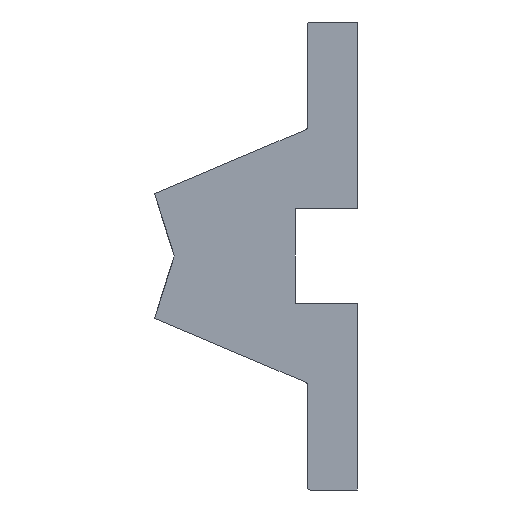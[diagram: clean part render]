
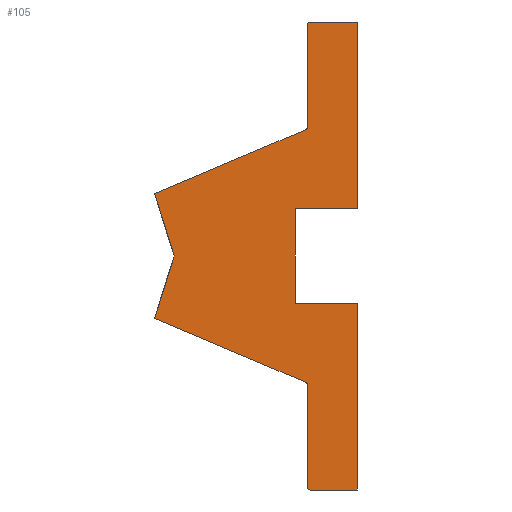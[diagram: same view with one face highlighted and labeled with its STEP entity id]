
A CAD part, left-side view. The second image highlights one B-rep face of the part: STEP entity #105.
In plain terms, the highlighted planar face has unit normal (-1, 0, 0).
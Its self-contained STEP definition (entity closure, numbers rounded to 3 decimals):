
#105 = ADVANCED_FACE( '', ( #177 ), #178, .F. );
#177 = FACE_OUTER_BOUND( '', #249, .T. );
#178 = PLANE( '', #250 );
#249 = EDGE_LOOP( '', ( #502, #503, #504, #505, #506, #507, #508, #509, #510, #511, #512, #513, #514, #515, #516, #517, #518 ) );
#250 = AXIS2_PLACEMENT_3D( '', #519, #520, #521 );
#502 = ORIENTED_EDGE( '', *, *, #610, .F. );
#503 = ORIENTED_EDGE( '', *, *, #569, .F. );
#504 = ORIENTED_EDGE( '', *, *, #573, .F. );
#505 = ORIENTED_EDGE( '', *, *, #576, .F. );
#506 = ORIENTED_EDGE( '', *, *, #579, .F. );
#507 = ORIENTED_EDGE( '', *, *, #581, .F. );
#508 = ORIENTED_EDGE( '', *, *, #559, .F. );
#509 = ORIENTED_EDGE( '', *, *, #566, .F. );
#510 = ORIENTED_EDGE( '', *, *, #584, .F. );
#511 = ORIENTED_EDGE( '', *, *, #587, .F. );
#512 = ORIENTED_EDGE( '', *, *, #590, .F. );
#513 = ORIENTED_EDGE( '', *, *, #593, .F. );
#514 = ORIENTED_EDGE( '', *, *, #596, .F. );
#515 = ORIENTED_EDGE( '', *, *, #599, .F. );
#516 = ORIENTED_EDGE( '', *, *, #602, .F. );
#517 = ORIENTED_EDGE( '', *, *, #605, .F. );
#518 = ORIENTED_EDGE( '', *, *, #608, .F. );
#519 = CARTESIAN_POINT( '', ( 0., 0., 0. ) );
#520 = DIRECTION( '', ( 1., 0., 0. ) );
#521 = DIRECTION( '', ( 0., 0., -1. ) );
#559 = EDGE_CURVE( '', #671, #673, #674, .T. );
#566 = EDGE_CURVE( '', #683, #671, #685, .T. );
#569 = EDGE_CURVE( '', #689, #691, #692, .T. );
#573 = EDGE_CURVE( '', #696, #689, #698, .T. );
#576 = EDGE_CURVE( '', #701, #696, #703, .T. );
#579 = EDGE_CURVE( '', #706, #701, #708, .T. );
#581 = EDGE_CURVE( '', #673, #706, #710, .T. );
#584 = EDGE_CURVE( '', #713, #683, #715, .T. );
#587 = EDGE_CURVE( '', #718, #713, #720, .T. );
#590 = EDGE_CURVE( '', #723, #718, #725, .T. );
#593 = EDGE_CURVE( '', #728, #723, #730, .T. );
#596 = EDGE_CURVE( '', #733, #728, #735, .T. );
#599 = EDGE_CURVE( '', #738, #733, #740, .T. );
#602 = EDGE_CURVE( '', #743, #738, #745, .T. );
#605 = EDGE_CURVE( '', #748, #743, #750, .T. );
#608 = EDGE_CURVE( '', #753, #748, #755, .T. );
#610 = EDGE_CURVE( '', #691, #753, #757, .T. );
#671 = VERTEX_POINT( '', #831 );
#673 = VERTEX_POINT( '', #834 );
#674 = LINE( '', #835, #836 );
#683 = VERTEX_POINT( '', #849 );
#685 = LINE( '', #852, #853 );
#689 = VERTEX_POINT( '', #858 );
#691 = VERTEX_POINT( '', #861 );
#692 = LINE( '', #862, #863 );
#696 = VERTEX_POINT( '', #868 );
#698 = CIRCLE( '', #871, 0.5 );
#701 = VERTEX_POINT( '', #875 );
#703 = LINE( '', #878, #879 );
#706 = VERTEX_POINT( '', #882 );
#708 = CIRCLE( '', #885, 0.5 );
#710 = LINE( '', #888, #889 );
#713 = VERTEX_POINT( '', #893 );
#715 = LINE( '', #896, #897 );
#718 = VERTEX_POINT( '', #900 );
#720 = CIRCLE( '', #903, 0.5 );
#723 = VERTEX_POINT( '', #907 );
#725 = LINE( '', #910, #911 );
#728 = VERTEX_POINT( '', #914 );
#730 = CIRCLE( '', #917, 0.5 );
#733 = VERTEX_POINT( '', #921 );
#735 = LINE( '', #924, #925 );
#738 = VERTEX_POINT( '', #929 );
#740 = LINE( '', #932, #933 );
#743 = VERTEX_POINT( '', #937 );
#745 = LINE( '', #940, #941 );
#748 = VERTEX_POINT( '', #945 );
#750 = LINE( '', #948, #949 );
#753 = VERTEX_POINT( '', #953 );
#755 = LINE( '', #956, #957 );
#757 = LINE( '', #960, #961 );
#831 = CARTESIAN_POINT( '', ( 0., 36.787, 0. ) );
#834 = CARTESIAN_POINT( '', ( 0., 40.728, 12.5 ) );
#835 = CARTESIAN_POINT( '', ( 0., 36.787, 0. ) );
#836 = VECTOR( '', #1045, 1. );
#849 = CARTESIAN_POINT( '', ( 0., 40.728, -12.5 ) );
#852 = CARTESIAN_POINT( '', ( 0., 40.728, -12.5 ) );
#853 = VECTOR( '', #1054, 1. );
#858 = CARTESIAN_POINT( '', ( 0., 9.5, 47. ) );
#861 = CARTESIAN_POINT( '', ( 0., 0., 47. ) );
#862 = CARTESIAN_POINT( '', ( 0., 9.5, 47. ) );
#863 = VECTOR( '', #1057, 1. );
#868 = CARTESIAN_POINT( '', ( 0., 10., 46.5 ) );
#871 = AXIS2_PLACEMENT_3D( '', #1063, #1064, #1065 );
#875 = CARTESIAN_POINT( '', ( 0., 10., 25.874 ) );
#878 = CARTESIAN_POINT( '', ( 0., 10., 25.874 ) );
#879 = VECTOR( '', #1068, 1. );
#882 = CARTESIAN_POINT( '', ( 0., 10.305, 25.414 ) );
#885 = AXIS2_PLACEMENT_3D( '', #1073, #1074, #1075 );
#888 = CARTESIAN_POINT( '', ( 0., 40.728, 12.5 ) );
#889 = VECTOR( '', #1077, 1. );
#893 = CARTESIAN_POINT( '', ( 0., 10.305, -25.414 ) );
#896 = CARTESIAN_POINT( '', ( 0., 10.305, -25.414 ) );
#897 = VECTOR( '', #1080, 1. );
#900 = CARTESIAN_POINT( '', ( 0., 10., -25.874 ) );
#903 = AXIS2_PLACEMENT_3D( '', #1085, #1086, #1087 );
#907 = CARTESIAN_POINT( '', ( 0., 10., -46.5 ) );
#910 = CARTESIAN_POINT( '', ( 0., 10., -46.5 ) );
#911 = VECTOR( '', #1090, 1. );
#914 = CARTESIAN_POINT( '', ( 0., 9.5, -47. ) );
#917 = AXIS2_PLACEMENT_3D( '', #1095, #1096, #1097 );
#921 = CARTESIAN_POINT( '', ( 0., 0., -47. ) );
#924 = CARTESIAN_POINT( '', ( 0., 0., -47. ) );
#925 = VECTOR( '', #1100, 1. );
#929 = CARTESIAN_POINT( '', ( 0., 0., -9.5 ) );
#932 = CARTESIAN_POINT( '', ( 0., 0., -9.5 ) );
#933 = VECTOR( '', #1103, 1. );
#937 = CARTESIAN_POINT( '', ( 0., 12.5, -9.5 ) );
#940 = CARTESIAN_POINT( '', ( 0., 12.5, -9.5 ) );
#941 = VECTOR( '', #1106, 1. );
#945 = CARTESIAN_POINT( '', ( 0., 12.5, 9.5 ) );
#948 = CARTESIAN_POINT( '', ( 0., 12.5, 9.5 ) );
#949 = VECTOR( '', #1109, 1. );
#953 = CARTESIAN_POINT( '', ( 0., 0., 9.5 ) );
#956 = CARTESIAN_POINT( '', ( 0., 0., 9.5 ) );
#957 = VECTOR( '', #1112, 1. );
#960 = CARTESIAN_POINT( '', ( 0., 0., 47. ) );
#961 = VECTOR( '', #1114, 1. );
#1045 = DIRECTION( '', ( 0., 0.301, 0.954 ) );
#1054 = DIRECTION( '', ( 0., -0.301, 0.954 ) );
#1057 = DIRECTION( '', ( 0., -1., 0. ) );
#1063 = CARTESIAN_POINT( '', ( 0., 9.5, 46.5 ) );
#1064 = DIRECTION( '', ( 1., 0., 0. ) );
#1065 = DIRECTION( '', ( 0., 1., 0. ) );
#1068 = DIRECTION( '', ( 0., 0., 1. ) );
#1073 = CARTESIAN_POINT( '', ( 0., 10.5, 25.874 ) );
#1074 = DIRECTION( '', ( -1., 0., 0. ) );
#1075 = DIRECTION( '', ( 0., -0.391, -0.921 ) );
#1077 = DIRECTION( '', ( 0., -0.921, 0.391 ) );
#1080 = DIRECTION( '', ( 0., 0.921, 0.391 ) );
#1085 = CARTESIAN_POINT( '', ( 0., 10.5, -25.874 ) );
#1086 = DIRECTION( '', ( -1., 0., 0. ) );
#1087 = DIRECTION( '', ( 0., -1., 0. ) );
#1090 = DIRECTION( '', ( 0., 0., 1. ) );
#1095 = CARTESIAN_POINT( '', ( 0., 9.5, -46.5 ) );
#1096 = DIRECTION( '', ( 1., 0., 0. ) );
#1097 = DIRECTION( '', ( 0., 0., -1. ) );
#1100 = DIRECTION( '', ( 0., 1., 0. ) );
#1103 = DIRECTION( '', ( 0., 0., -1. ) );
#1106 = DIRECTION( '', ( 0., -1., 0. ) );
#1109 = DIRECTION( '', ( 0., 0., -1. ) );
#1112 = DIRECTION( '', ( 0., 1., 0. ) );
#1114 = DIRECTION( '', ( 0., 0., -1. ) );
